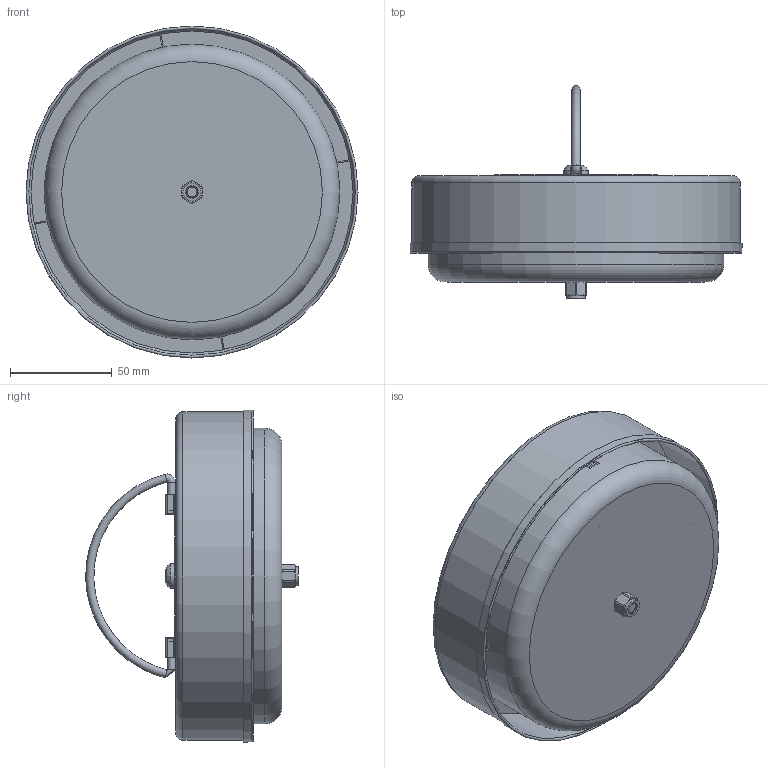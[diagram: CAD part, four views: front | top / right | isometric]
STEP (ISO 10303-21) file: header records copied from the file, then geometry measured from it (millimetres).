
FILE_DESCRIPTION((''),'2;1');
FILE_NAME('HRL-1-160.stp','2014-02-20T11:29:57',(''),(''),'Autodesk Inventor 2013','Autodesk Inventor 2013','');
FILE_SCHEMA(('AUTOMOTIVE_DESIGN { 1 2 10303 214 0 1 1 1 }'));
Length unit declared in the file: millimetre
Products named in the file (10): HRL-1-160; FD10005; 999656; 126025_MedHål; 999181; 999220_Ø140; 999301-160; 999206; 999205; 999655
Assembly tree (12 placements, depth 2):
  HRL-1-160
    FD10005
    999656
    126025_MedHål
    999181
    999220_Ø140
    999301-160  x4
    999206
    999205
    999655
Bounding box: 162.9 x 104.32 x 162.9 mm (x, y, z)
Volume: 854339.8 mm3; surface area: 255827.4 mm2
Topology: 12 solids, 12 shells, 604 faces, 1527 edges, 931 vertices
Faces by surface type: plane 184, cylinder 154, cone 148, torus 108, bspline 10
Full cylindrical faces by diameter (mm): 4 x2, 4.5 x4, 4.917 x6, 6 x59, 6.072 x1, 8.863 x1, 12 x1, 140 x1, 143.8 x1, 145 x1, 158 x1, 160.3 x1, 161.3 x1, 161.9 x1, 162.9 x1
Entity records: 13818 total; most frequent: CARTESIAN_POINT 2530, DIRECTION 2485, ORIENTED_EDGE 1774, AXIS2_PLACEMENT_3D 1091, EDGE_CURVE 887, EDGE_LOOP 861, VERTEX_POINT 654, CIRCLE 544
